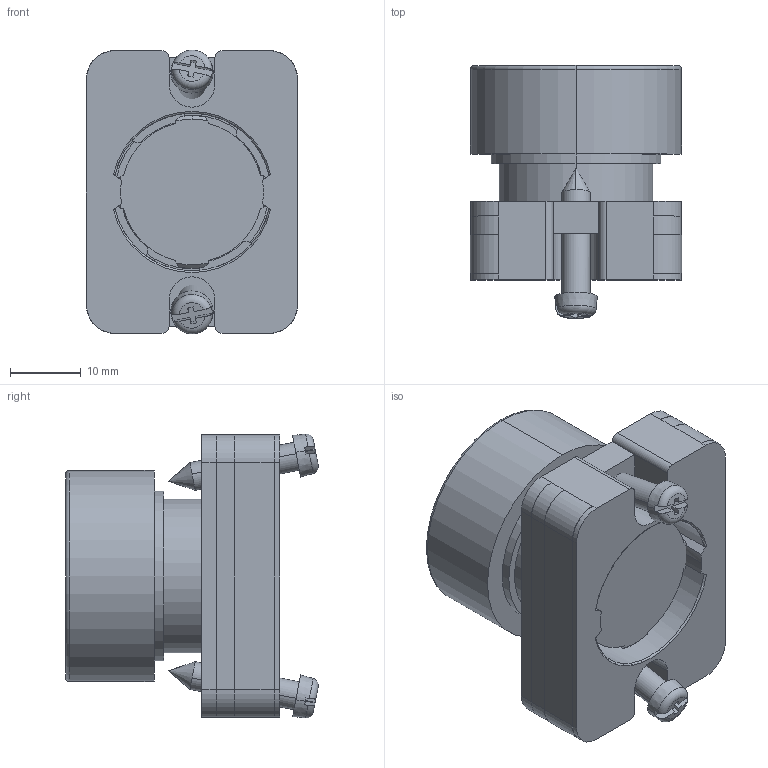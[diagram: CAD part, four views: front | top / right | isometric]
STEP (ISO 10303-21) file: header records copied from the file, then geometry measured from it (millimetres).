
FILE_DESCRIPTION (( 'STEP AP214' ), '1' );
FILE_NAME ('GCX3100-SC.step', '2016-06-20T21:05:30', ( '' ), ( '' ), 'SwSTEP 2.0', 'SolidWorks 2016', '' );
FILE_SCHEMA (( 'AUTOMOTIVE_DESIGN' ));
Length unit declared in the file: inch
Products named in the file (3): GCX3100 OPERATOR; ECX3029-2; GCX3100-SC
Assembly tree (2 placements, depth 2):
  GCX3100-SC
    ECX3029-2
    GCX3100 OPERATOR
Bounding box: 29.91 x 35.74 x 40.16 mm (x, y, z)
Volume: 17863.5 mm3; surface area: 13166 mm2
Topology: 5 solids, 5 shells, 288 faces, 787 edges, 520 vertices
Faces by surface type: plane 147, cylinder 118, cone 15, torus 8
Entity records: 9550 total; most frequent: CARTESIAN_POINT 1792, DIRECTION 1619, ORIENTED_EDGE 1566, EDGE_CURVE 783, AXIS2_PLACEMENT_3D 583, VERTEX_POINT 520, LINE 453, VECTOR 453
